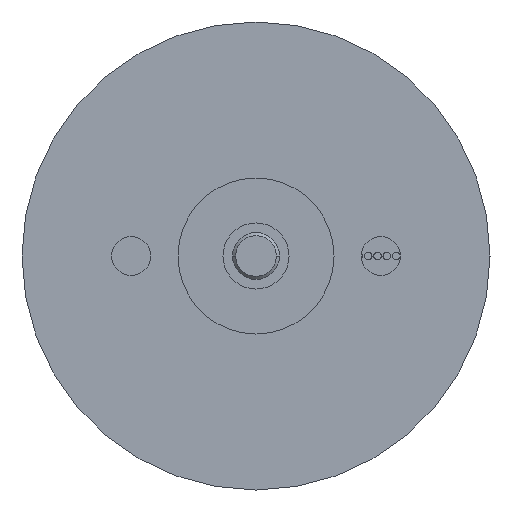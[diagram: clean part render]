
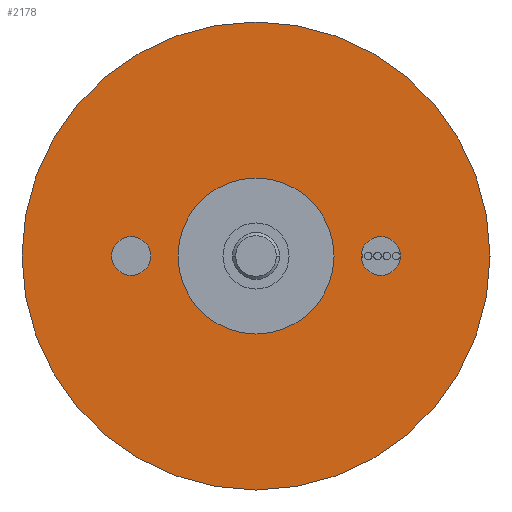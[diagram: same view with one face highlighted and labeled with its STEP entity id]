
A CAD part, left-side view. The second image highlights one B-rep face of the part: STEP entity #2178.
In plain terms, the highlighted planar face has unit normal (-1, 0, 0).
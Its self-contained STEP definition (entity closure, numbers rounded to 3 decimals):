
#87 = FACE_BOUND ( 'NONE', #2523, .T. ) ;
#91 = FACE_OUTER_BOUND ( 'NONE', #1541, .T. ) ;
#95 = FACE_BOUND ( 'NONE', #2078, .T. ) ;
#98 = FACE_BOUND ( 'NONE', #1537, .T. ) ;
#277 = CIRCLE ( 'NONE', #852, 1.25 ) ;
#282 = CIRCLE ( 'NONE', #854, 1.25 ) ;
#288 = CIRCLE ( 'NONE', #856, 15. ) ;
#419 = VERTEX_POINT ( 'NONE', #2345 ) ;
#420 = VERTEX_POINT ( 'NONE', #2342 ) ;
#421 = VERTEX_POINT ( 'NONE', #2351 ) ;
#503 = VERTEX_POINT ( 'NONE', #2357 ) ;
#538 = VERTEX_POINT ( 'NONE', #2389 ) ;
#612 = AXIS2_PLACEMENT_3D ( 'NONE', #1666, #1659, #1669 ) ;
#746 = VERTEX_POINT ( 'NONE', #2670 ) ;
#747 = VERTEX_POINT ( 'NONE', #2671 ) ;
#748 = VERTEX_POINT ( 'NONE', #2672 ) ;
#761 = EDGE_CURVE ( 'NONE', #503, #538, #1499, .T. ) ;
#762 = EDGE_CURVE ( 'NONE', #420, #421, #1500, .T. ) ;
#764 = EDGE_CURVE ( 'NONE', #746, #747, #1503, .T. ) ;
#766 = EDGE_CURVE ( 'NONE', #748, #419, #1505, .T. ) ;
#787 = EDGE_CURVE ( 'NONE', #419, #748, #1526, .T. ) ;
#789 = EDGE_CURVE ( 'NONE', #747, #746, #277, .T. ) ;
#793 = EDGE_CURVE ( 'NONE', #421, #420, #282, .T. ) ;
#797 = EDGE_CURVE ( 'NONE', #538, #503, #288, .T. ) ;
#833 = AXIS2_PLACEMENT_3D ( 'NONE', #2709, #2710, #2711 ) ;
#834 = AXIS2_PLACEMENT_3D ( 'NONE', #2712, #2713, #2714 ) ;
#836 = AXIS2_PLACEMENT_3D ( 'NONE', #2718, #2719, #2720 ) ;
#838 = AXIS2_PLACEMENT_3D ( 'NONE', #2724, #2725, #2726 ) ;
#851 = AXIS2_PLACEMENT_3D ( 'NONE', #1018, #1019, #1020 ) ;
#852 = AXIS2_PLACEMENT_3D ( 'NONE', #1024, #1025, #1026 ) ;
#854 = AXIS2_PLACEMENT_3D ( 'NONE', #1034, #1035, #1036 ) ;
#856 = AXIS2_PLACEMENT_3D ( 'NONE', #1043, #1044, #1045 ) ;
#1018 = CARTESIAN_POINT ( 'NONE',  ( 10., 0., 0. ) ) ;
#1019 = DIRECTION ( 'NONE',  ( -1., 0., 0. ) ) ;
#1020 = DIRECTION ( 'NONE',  ( 0., 1., 0. ) ) ;
#1024 = CARTESIAN_POINT ( 'NONE',  ( 10., -8., 0. ) ) ;
#1025 = DIRECTION ( 'NONE',  ( -1., 0., 0. ) ) ;
#1026 = DIRECTION ( 'NONE',  ( 0., 1., 0. ) ) ;
#1034 = CARTESIAN_POINT ( 'NONE',  ( 10., 8., 0. ) ) ;
#1035 = DIRECTION ( 'NONE',  ( -1., 0., 0. ) ) ;
#1036 = DIRECTION ( 'NONE',  ( 0., 1., 0. ) ) ;
#1043 = CARTESIAN_POINT ( 'NONE',  ( 10., 0., 0. ) ) ;
#1044 = DIRECTION ( 'NONE',  ( -1., 0., 0. ) ) ;
#1045 = DIRECTION ( 'NONE',  ( 0., 1., 0. ) ) ;
#1499 = CIRCLE ( 'NONE', #833, 15. ) ;
#1500 = CIRCLE ( 'NONE', #834, 1.25 ) ;
#1503 = CIRCLE ( 'NONE', #836, 1.25 ) ;
#1505 = CIRCLE ( 'NONE', #838, 5. ) ;
#1526 = CIRCLE ( 'NONE', #851, 5. ) ;
#1537 = EDGE_LOOP ( 'NONE', ( #3086, #3085 ) ) ;
#1541 = EDGE_LOOP ( 'NONE', ( #3082, #3081 ) ) ;
#1659 = DIRECTION ( 'NONE',  ( 1., 0., 0. ) ) ;
#1666 = CARTESIAN_POINT ( 'NONE',  ( 10., 0., -15. ) ) ;
#1668 = PLANE ( 'NONE',  #612 ) ;
#1669 = DIRECTION ( 'NONE',  ( 0., -1., 0. ) ) ;
#2078 = EDGE_LOOP ( 'NONE', ( #3088, #3087 ) ) ;
#2178 = ADVANCED_FACE ( 'NONE', ( #95, #98, #87, #91 ), #1668, .F. ) ;
#2342 = CARTESIAN_POINT ( 'NONE',  ( 10., 9.25, 0. ) ) ;
#2345 = CARTESIAN_POINT ( 'NONE',  ( 10., 5., 0. ) ) ;
#2351 = CARTESIAN_POINT ( 'NONE',  ( 10., 6.75, 0. ) ) ;
#2357 = CARTESIAN_POINT ( 'NONE',  ( 10., -15., 0. ) ) ;
#2389 = CARTESIAN_POINT ( 'NONE',  ( 10., 15., 0. ) ) ;
#2523 = EDGE_LOOP ( 'NONE', ( #3084, #3083 ) ) ;
#2670 = CARTESIAN_POINT ( 'NONE',  ( 10., -6.75, 0. ) ) ;
#2671 = CARTESIAN_POINT ( 'NONE',  ( 10., -9.25, 0. ) ) ;
#2672 = CARTESIAN_POINT ( 'NONE',  ( 10., -5., 0. ) ) ;
#2709 = CARTESIAN_POINT ( 'NONE',  ( 10., 0., 0. ) ) ;
#2710 = DIRECTION ( 'NONE',  ( -1., 0., 0. ) ) ;
#2711 = DIRECTION ( 'NONE',  ( 0., 1., 0. ) ) ;
#2712 = CARTESIAN_POINT ( 'NONE',  ( 10., 8., 0. ) ) ;
#2713 = DIRECTION ( 'NONE',  ( -1., 0., 0. ) ) ;
#2714 = DIRECTION ( 'NONE',  ( 0., 1., 0. ) ) ;
#2718 = CARTESIAN_POINT ( 'NONE',  ( 10., -8., 0. ) ) ;
#2719 = DIRECTION ( 'NONE',  ( -1., 0., 0. ) ) ;
#2720 = DIRECTION ( 'NONE',  ( 0., 1., 0. ) ) ;
#2724 = CARTESIAN_POINT ( 'NONE',  ( 10., 0., 0. ) ) ;
#2725 = DIRECTION ( 'NONE',  ( -1., 0., 0. ) ) ;
#2726 = DIRECTION ( 'NONE',  ( 0., 1., 0. ) ) ;
#3081 = ORIENTED_EDGE ( 'NONE', *, *, #761, .T. ) ;
#3082 = ORIENTED_EDGE ( 'NONE', *, *, #797, .T. ) ;
#3083 = ORIENTED_EDGE ( 'NONE', *, *, #766, .F. ) ;
#3084 = ORIENTED_EDGE ( 'NONE', *, *, #787, .F. ) ;
#3085 = ORIENTED_EDGE ( 'NONE', *, *, #789, .F. ) ;
#3086 = ORIENTED_EDGE ( 'NONE', *, *, #764, .F. ) ;
#3087 = ORIENTED_EDGE ( 'NONE', *, *, #793, .F. ) ;
#3088 = ORIENTED_EDGE ( 'NONE', *, *, #762, .F. ) ;
